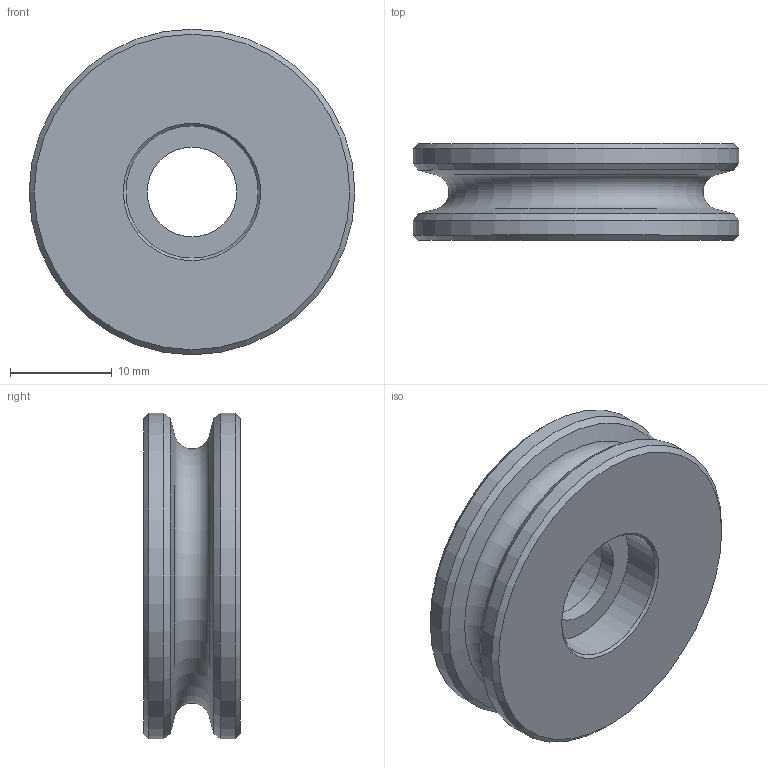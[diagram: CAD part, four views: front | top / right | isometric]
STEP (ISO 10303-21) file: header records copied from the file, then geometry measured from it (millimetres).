
FILE_DESCRIPTION(/* description */ (''),/* implementation_level */ '2;1');
FILE_NAME(/* name */ 'IdlerPulley_03.step',/* time_stamp */ '2025-07-21T16:05:13-07:00',/* author */ (''),/* organization */ (''),/* preprocessor_version */ 'ST-DEVELOPER v20.1',/* originating_system */ 'Autodesk Translation Framework v14.10.0.0',/* authorisation */ '');
FILE_SCHEMA (('AUTOMOTIVE_DESIGN { 1 0 10303 214 3 1 1 }'));
Length unit declared in the file: millimetre
Products named in the file (1): IdlerPulley_03
Bounding box: 32 x 9.5 x 32 mm (x, y, z)
Volume: 5350.9 mm3; surface area: 3036.5 mm2
Topology: 1 solids, 1 shells, 18 faces, 42 edges, 28 vertices
Faces by surface type: cone 8, cylinder 5, plane 4, torus 1
Full cylindrical faces by diameter (mm): 8.8 x1, 13 x2, 32 x2
Entity records: 572 total; most frequent: DIRECTION 109, CARTESIAN_POINT 89, ORIENTED_EDGE 84, AXIS2_PLACEMENT_3D 48, EDGE_CURVE 42, CIRCLE 29, VERTEX_POINT 28, EDGE_LOOP 22
